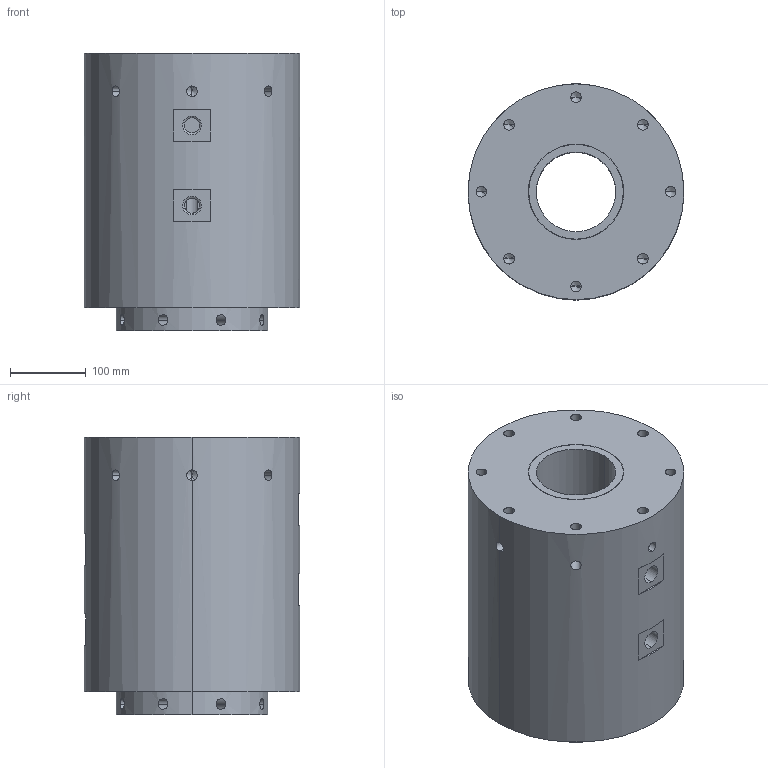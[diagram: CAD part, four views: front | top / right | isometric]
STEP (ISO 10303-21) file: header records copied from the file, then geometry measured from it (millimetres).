
FILE_DESCRIPTION (( 'STEP AP214' ), '1' );
FILE_NAME ('RX01016001.STEP', '2020-11-02T06:07:45', ( 'admin321' ), ( '' ), 'SwSTEP 2.0', 'SolidWorks 2014', '' );
FILE_SCHEMA (( 'AUTOMOTIVE_DESIGN' ));
Length unit declared in the file: millimetre
Products named in the file (1): RX01016001
Bounding box: 285 x 285 x 366 mm (x, y, z)
Volume: 18743861.5 mm3; surface area: 669428.4 mm2
Topology: 1 solids, 1 shells, 174 faces, 406 edges, 228 vertices
Faces by surface type: cylinder 98, cone 48, plane 28
Entity records: 7330 total; most frequent: CARTESIAN_POINT 2865, DIRECTION 804, ORIENTED_EDGE 748, EDGE_CURVE 374, AXIS2_PLACEMENT_3D 319, VERTEX_POINT 228, EDGE_LOOP 222, ADVANCED_FACE 174
